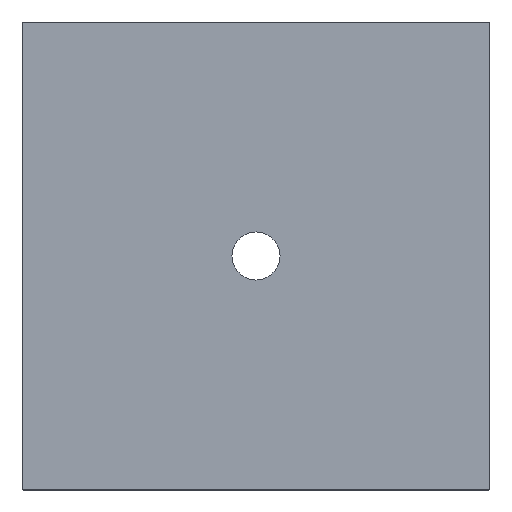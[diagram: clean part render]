
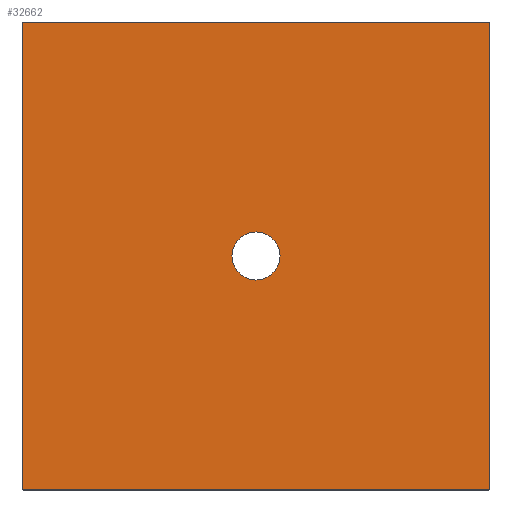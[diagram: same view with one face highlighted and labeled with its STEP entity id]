
A CAD part, top view. The second image highlights one B-rep face of the part: STEP entity #32662.
In plain terms, the highlighted planar face has unit normal (0, 0, 1).
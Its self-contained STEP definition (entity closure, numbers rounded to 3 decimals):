
#45=CIRCLE('',#35090,0.9);
#46=CIRCLE('',#35091,0.9);
#47=CIRCLE('',#35092,0.9);
#48=CIRCLE('',#35093,0.9);
#49=CIRCLE('',#35094,19.5);
#8520=ORIENTED_EDGE('',*,*,#11988,.T.);
#8521=ORIENTED_EDGE('',*,*,#11989,.T.);
#8522=ORIENTED_EDGE('',*,*,#11990,.T.);
#8523=ORIENTED_EDGE('',*,*,#11991,.T.);
#8524=ORIENTED_EDGE('',*,*,#11992,.T.);
#8525=ORIENTED_EDGE('',*,*,#11993,.T.);
#8526=ORIENTED_EDGE('',*,*,#11994,.T.);
#8527=ORIENTED_EDGE('',*,*,#11995,.T.);
#8528=ORIENTED_EDGE('',*,*,#11996,.T.);
#11988=EDGE_CURVE('',#14278,#14279,#45,.T.);
#11989=EDGE_CURVE('',#14279,#14280,#16547,.T.);
#11990=EDGE_CURVE('',#14280,#14281,#46,.T.);
#11991=EDGE_CURVE('',#14281,#14282,#16548,.T.);
#11992=EDGE_CURVE('',#14282,#14283,#47,.T.);
#11993=EDGE_CURVE('',#14283,#14284,#16549,.T.);
#11994=EDGE_CURVE('',#14284,#14285,#48,.T.);
#11995=EDGE_CURVE('',#14285,#14278,#16550,.T.);
#11996=EDGE_CURVE('',#14286,#14286,#49,.F.);
#14278=VERTEX_POINT('',#49209);
#14279=VERTEX_POINT('',#49210);
#14280=VERTEX_POINT('',#49212);
#14281=VERTEX_POINT('',#49214);
#14282=VERTEX_POINT('',#49216);
#14283=VERTEX_POINT('',#49218);
#14284=VERTEX_POINT('',#49220);
#14285=VERTEX_POINT('',#49222);
#14286=VERTEX_POINT('',#49225);
#16547=LINE('',#49211,#18811);
#16548=LINE('',#49215,#18812);
#16549=LINE('',#49219,#18813);
#16550=LINE('',#49223,#18814);
#18811=VECTOR('',#42199,1000.);
#18812=VECTOR('',#42202,1000.);
#18813=VECTOR('',#42205,1000.);
#18814=VECTOR('',#42208,1000.);
#20225=EDGE_LOOP('',(#8520,#8521,#8522,#8523,#8524,#8525,#8526,#8527));
#20226=EDGE_LOOP('',(#8528));
#21655=FACE_BOUND('',#20225,.T.);
#21656=FACE_BOUND('',#20226,.T.);
#22380=PLANE('',#35089);
#32662=ADVANCED_FACE('',(#21655,#21656),#22380,.T.);
#35089=AXIS2_PLACEMENT_3D('',#49207,#42195,#42196);
#35090=AXIS2_PLACEMENT_3D('',#49208,#42197,#42198);
#35091=AXIS2_PLACEMENT_3D('',#49213,#42200,#42201);
#35092=AXIS2_PLACEMENT_3D('',#49217,#42203,#42204);
#35093=AXIS2_PLACEMENT_3D('',#49221,#42206,#42207);
#35094=AXIS2_PLACEMENT_3D('',#49224,#42209,#42210);
#42195=DIRECTION('',(0.,0.,1.));
#42196=DIRECTION('',(1.,0.,0.));
#42197=DIRECTION('',(0.,0.,1.));
#42198=DIRECTION('',(1.,0.,0.));
#42199=DIRECTION('',(0.,-1.,0.));
#42200=DIRECTION('',(0.,0.,1.));
#42201=DIRECTION('',(1.,0.,0.));
#42202=DIRECTION('',(1.,0.,0.));
#42203=DIRECTION('',(0.,0.,1.));
#42204=DIRECTION('',(1.,0.,0.));
#42205=DIRECTION('',(0.,1.,0.));
#42206=DIRECTION('',(0.,0.,1.));
#42207=DIRECTION('',(1.,0.,0.));
#42208=DIRECTION('',(-1.,0.,0.));
#42209=DIRECTION('',(0.,0.,1.));
#42210=DIRECTION('',(1.,0.,0.));
#49207=CARTESIAN_POINT('',(0.,0.,0.));
#49208=CARTESIAN_POINT('',(-189.,189.,0.));
#49209=CARTESIAN_POINT('',(-189.,189.9,0.));
#49210=CARTESIAN_POINT('',(-189.9,189.,0.));
#49211=CARTESIAN_POINT('',(-189.9,0.,0.));
#49212=CARTESIAN_POINT('',(-189.9,-189.,0.));
#49213=CARTESIAN_POINT('',(-189.,-189.,0.));
#49214=CARTESIAN_POINT('',(-189.,-189.9,0.));
#49215=CARTESIAN_POINT('',(0.,-189.9,0.));
#49216=CARTESIAN_POINT('',(189.,-189.9,0.));
#49217=CARTESIAN_POINT('',(189.,-189.,0.));
#49218=CARTESIAN_POINT('',(189.9,-189.,0.));
#49219=CARTESIAN_POINT('',(189.9,0.,0.));
#49220=CARTESIAN_POINT('',(189.9,189.,0.));
#49221=CARTESIAN_POINT('',(189.,189.,0.));
#49222=CARTESIAN_POINT('',(189.,189.9,0.));
#49223=CARTESIAN_POINT('',(0.,189.9,0.));
#49224=CARTESIAN_POINT('',(0.,0.,0.));
#49225=CARTESIAN_POINT('',(19.5,0.,0.));
